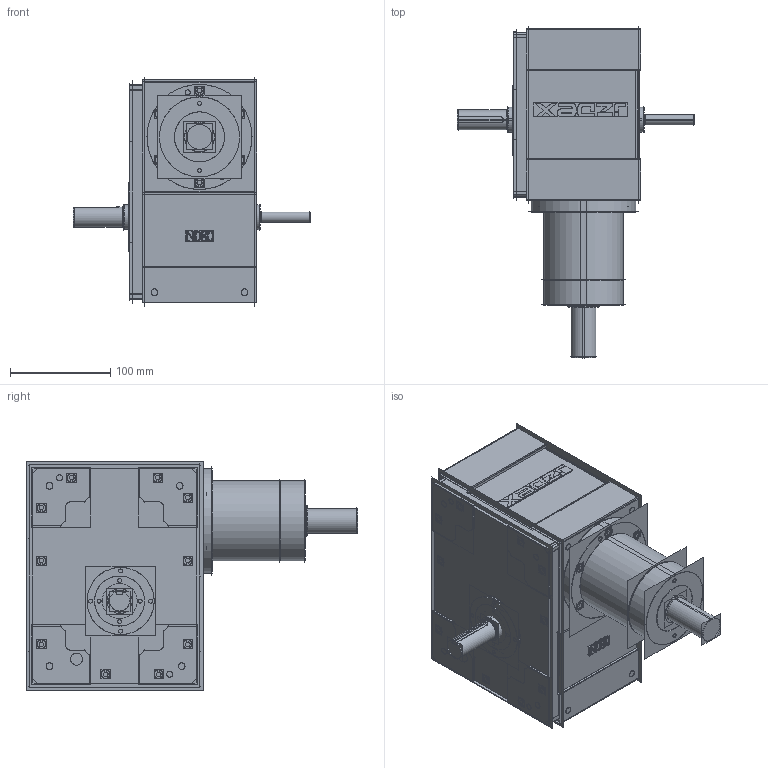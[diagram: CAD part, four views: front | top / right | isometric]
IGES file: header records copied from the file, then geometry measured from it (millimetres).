
Start section:  PTC IGES file: jz-80fn.igs
Global section: file name: jz-80fn.igs; native system: Creo Parametric by PTC Inc.; preprocessor: 2019010; author: DELL; organization: Unknown; date: 20240321.161535; units: millimetre
Bounding box: 236.94 x 331.4 x 228.8 mm (x, y, z)
Surface area: 718940.1 mm2 (no closed solid volume)
Topology: 0 solids, 0 shells, 1402 faces, 19787 edges, 25730 vertices
Faces by surface type: bspline 706, revolution 630, extrusion 66
